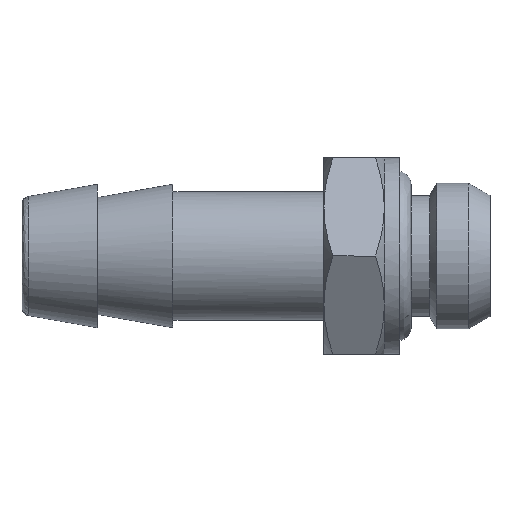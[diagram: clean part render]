
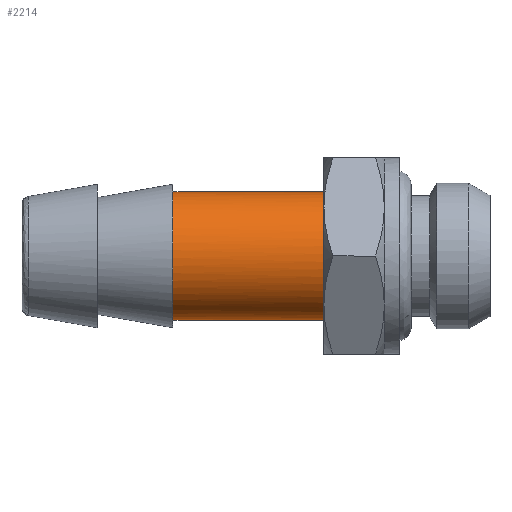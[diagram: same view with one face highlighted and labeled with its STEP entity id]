
A CAD part, left-side view. The second image highlights one B-rep face of the part: STEP entity #2214.
In plain terms, the highlighted free-form (B-spline) face has degree [1, 3] with [2, 4] control points.
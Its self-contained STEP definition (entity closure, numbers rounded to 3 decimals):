
#28 = CARTESIAN_POINT ( 'NONE',  ( -8.5, 11., 4.25 ) ) ;
#37 = CARTESIAN_POINT ( 'NONE',  ( 0., 21., -4.25 ) ) ;
#63 = EDGE_LOOP ( 'NONE', ( #2318, #1452, #372, #2572 ) ) ;
#136 = CARTESIAN_POINT ( 'NONE',  ( -3.713, 21., -2.142 ) ) ;
#159 = CARTESIAN_POINT ( 'NONE',  ( 0., 21., -4.25 ) ) ;
#170 = CARTESIAN_POINT ( 'NONE',  ( -4.14, 21., -1.111 ) ) ;
#177 = CARTESIAN_POINT ( 'NONE',  ( -1.111, 11., -4.14 ) ) ;
#192 = B_SPLINE_CURVE_WITH_KNOTS ( 'NONE', 3,
 ( #159, #2352, #2515, #1932, #1942, #1163, #136, #170, #2128, #1550, #331, #956, #1716, #947, #2527, #1322, #1519, #1725 ),
 .UNSPECIFIED., .F., .F.,
 ( 4, 2, 2, 2, 2, 2, 2, 2, 4 ),
 ( 0., 0.393, 0.785, 1.178, 1.571, 1.963, 2.356, 2.749, 3.142 ),
 .UNSPECIFIED. ) ;
#267 = CARTESIAN_POINT ( 'NONE',  ( 0., 11., -4.25 ) ) ;
#313 = CARTESIAN_POINT ( 'NONE',  ( -3.4, 11., 2.611 ) ) ;
#331 = CARTESIAN_POINT ( 'NONE',  ( -4.14, 21., 1.111 ) ) ;
#372 = ORIENTED_EDGE ( 'NONE', *, *, #2547, .F. ) ;
#432 = CARTESIAN_POINT ( 'NONE',  ( -2.142, 11., 3.713 ) ) ;
#456 =( BOUNDED_SURFACE ( )  B_SPLINE_SURFACE ( 1, 3, ( 
 ( #2421, #1606, #2207, #37 ),
 ( #644, #28, #1221, #460 ) ),
 .UNSPECIFIED., .F., .F., .F. ) 
 B_SPLINE_SURFACE_WITH_KNOTS ( ( 2, 2 ),
 ( 4, 4 ),
 ( 0., 1. ),
 ( 0., 1. ),
 .UNSPECIFIED. ) 
 GEOMETRIC_REPRESENTATION_ITEM ( )  RATIONAL_B_SPLINE_SURFACE ( (
 ( 1., 0.333, 0.333, 1.),
 ( 1., 0.333, 0.333, 1.) ) ) 
 REPRESENTATION_ITEM ( '' )  SURFACE ( )  );
#460 = CARTESIAN_POINT ( 'NONE',  ( 0., 11., -4.25 ) ) ;
#478 = VERTEX_POINT ( 'NONE', #518 ) ;
#518 = CARTESIAN_POINT ( 'NONE',  ( 0., 21., 4.25 ) ) ;
#523 = CARTESIAN_POINT ( 'NONE',  ( -3.713, 11., 2.142 ) ) ;
#548 = CARTESIAN_POINT ( 'NONE',  ( 0., 11., 4.25 ) ) ;
#557 = B_SPLINE_CURVE_WITH_KNOTS ( 'NONE', 3,
 ( #1838, #1046, #1634, #432, #716, #313, #523, #1540, #602, #916, #1287, #1130, #1794, #1502, #1320, #177, #1717, #2104 ),
 .UNSPECIFIED., .F., .F.,
 ( 4, 2, 2, 2, 2, 2, 2, 2, 4 ),
 ( 0., 0.393, 0.785, 1.178, 1.571, 1.963, 2.356, 2.749, 3.142 ),
 .UNSPECIFIED. ) ;
#602 = CARTESIAN_POINT ( 'NONE',  ( -4.25, 11., 0.558 ) ) ;
#644 = CARTESIAN_POINT ( 'NONE',  ( 0., 11., 4.25 ) ) ;
#716 = CARTESIAN_POINT ( 'NONE',  ( -2.611, 11., 3.4 ) ) ;
#726 = VERTEX_POINT ( 'NONE', #1137 ) ;
#821 = CARTESIAN_POINT ( 'NONE',  ( 0., 11., -4.25 ) ) ;
#916 = CARTESIAN_POINT ( 'NONE',  ( -4.25, 11., -0.558 ) ) ;
#933 = CARTESIAN_POINT ( 'NONE',  ( 0., 21., 4.25 ) ) ;
#947 = CARTESIAN_POINT ( 'NONE',  ( -2.611, 21., 3.4 ) ) ;
#956 = CARTESIAN_POINT ( 'NONE',  ( -3.713, 21., 2.142 ) ) ;
#981 = VERTEX_POINT ( 'NONE', #2271 ) ;
#1046 = CARTESIAN_POINT ( 'NONE',  ( -0.558, 11., 4.25 ) ) ;
#1099 = EDGE_CURVE ( 'NONE', #981, #478, #192, .T. ) ;
#1130 = CARTESIAN_POINT ( 'NONE',  ( -3.713, 11., -2.142 ) ) ;
#1137 = CARTESIAN_POINT ( 'NONE',  ( 0., 11., 4.25 ) ) ;
#1163 = CARTESIAN_POINT ( 'NONE',  ( -3.4, 21., -2.611 ) ) ;
#1221 = CARTESIAN_POINT ( 'NONE',  ( -8.5, 11., -4.25 ) ) ;
#1231 = CARTESIAN_POINT ( 'NONE',  ( 0., 21., -4.25 ) ) ;
#1287 = CARTESIAN_POINT ( 'NONE',  ( -4.14, 11., -1.111 ) ) ;
#1295 = FACE_OUTER_BOUND ( 'NONE', #63, .T. ) ;
#1303 = B_SPLINE_CURVE_WITH_KNOTS ( 'NONE', 1,
 ( #821, #1231 ),
 .UNSPECIFIED., .F., .F.,
 ( 2, 2 ),
 ( -1., 0. ),
 .UNSPECIFIED. ) ;
#1320 = CARTESIAN_POINT ( 'NONE',  ( -2.142, 11., -3.713 ) ) ;
#1322 = CARTESIAN_POINT ( 'NONE',  ( -1.111, 21., 4.14 ) ) ;
#1452 = ORIENTED_EDGE ( 'NONE', *, *, #1947, .F. ) ;
#1502 = CARTESIAN_POINT ( 'NONE',  ( -2.611, 11., -3.4 ) ) ;
#1519 = CARTESIAN_POINT ( 'NONE',  ( -0.558, 21., 4.25 ) ) ;
#1530 = EDGE_CURVE ( 'NONE', #478, #726, #2261, .T. ) ;
#1540 = CARTESIAN_POINT ( 'NONE',  ( -4.14, 11., 1.111 ) ) ;
#1550 = CARTESIAN_POINT ( 'NONE',  ( -4.25, 21., 0.558 ) ) ;
#1606 = CARTESIAN_POINT ( 'NONE',  ( -8.5, 21., 4.25 ) ) ;
#1634 = CARTESIAN_POINT ( 'NONE',  ( -1.111, 11., 4.14 ) ) ;
#1716 = CARTESIAN_POINT ( 'NONE',  ( -3.4, 21., 2.611 ) ) ;
#1717 = CARTESIAN_POINT ( 'NONE',  ( -0.558, 11., -4.25 ) ) ;
#1725 = CARTESIAN_POINT ( 'NONE',  ( 0., 21., 4.25 ) ) ;
#1794 = CARTESIAN_POINT ( 'NONE',  ( -3.4, 11., -2.611 ) ) ;
#1838 = CARTESIAN_POINT ( 'NONE',  ( 0., 11., 4.25 ) ) ;
#1932 = CARTESIAN_POINT ( 'NONE',  ( -2.142, 21., -3.713 ) ) ;
#1942 = CARTESIAN_POINT ( 'NONE',  ( -2.611, 21., -3.4 ) ) ;
#1947 = EDGE_CURVE ( 'NONE', #2027, #981, #1303, .T. ) ;
#2027 = VERTEX_POINT ( 'NONE', #267 ) ;
#2104 = CARTESIAN_POINT ( 'NONE',  ( 0., 11., -4.25 ) ) ;
#2128 = CARTESIAN_POINT ( 'NONE',  ( -4.25, 21., -0.558 ) ) ;
#2207 = CARTESIAN_POINT ( 'NONE',  ( -8.5, 21., -4.25 ) ) ;
#2214 = ADVANCED_FACE ( 'NONE', ( #1295 ), #456, .F. ) ;
#2261 = B_SPLINE_CURVE_WITH_KNOTS ( 'NONE', 1,
 ( #933, #548 ),
 .UNSPECIFIED., .F., .F.,
 ( 2, 2 ),
 ( -1., 0. ),
 .UNSPECIFIED. ) ;
#2271 = CARTESIAN_POINT ( 'NONE',  ( 0., 21., -4.25 ) ) ;
#2318 = ORIENTED_EDGE ( 'NONE', *, *, #1099, .F. ) ;
#2352 = CARTESIAN_POINT ( 'NONE',  ( -0.558, 21., -4.25 ) ) ;
#2421 = CARTESIAN_POINT ( 'NONE',  ( 0., 21., 4.25 ) ) ;
#2515 = CARTESIAN_POINT ( 'NONE',  ( -1.111, 21., -4.14 ) ) ;
#2527 = CARTESIAN_POINT ( 'NONE',  ( -2.142, 21., 3.713 ) ) ;
#2547 = EDGE_CURVE ( 'NONE', #726, #2027, #557, .T. ) ;
#2572 = ORIENTED_EDGE ( 'NONE', *, *, #1530, .F. ) ;
